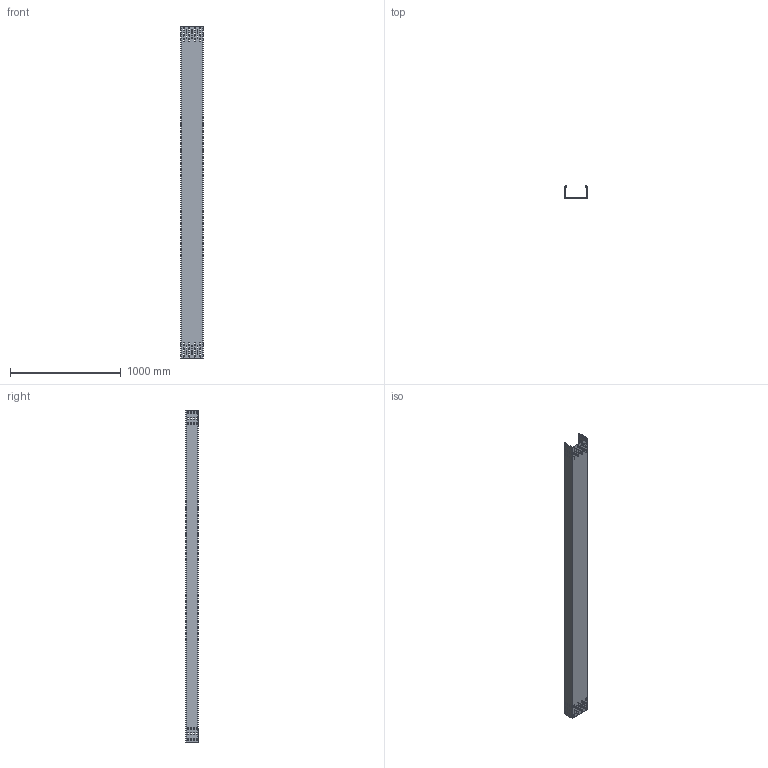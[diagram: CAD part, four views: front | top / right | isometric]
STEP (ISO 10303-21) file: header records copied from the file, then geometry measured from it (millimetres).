
FILE_DESCRIPTION((''),'2;1');
FILE_NAME('6060196','2012-10-26T',('AndreasKeweloh'),(''),'PRO/ENGINEER BY PARAMETRIC TECHNOLOGY CORPORATION, 2012230','PRO/ENGINEER BY PARAMETRIC TECHNOLOGY CORPORATION, 2012230','');
FILE_SCHEMA(('CONFIG_CONTROL_DESIGN'));
Length unit declared in the file: millimetre
Products named in the file (1): 6060196
Bounding box: 200 x 110 x 3000 mm (x, y, z)
Volume: 1321187.8 mm3; surface area: 2654160.9 mm2
Topology: 1 solids, 1 shells, 354 faces, 1056 edges, 704 vertices
Faces by surface type: plane 178, cylinder 176
Entity records: 12366 total; most frequent: DIRECTION 2116, CARTESIAN_POINT 2114, ORIENTED_EDGE 2112, EDGE_CURVE 1056, AXIS2_PLACEMENT_3D 706, VECTOR 704, LINE 704, VERTEX_POINT 704
